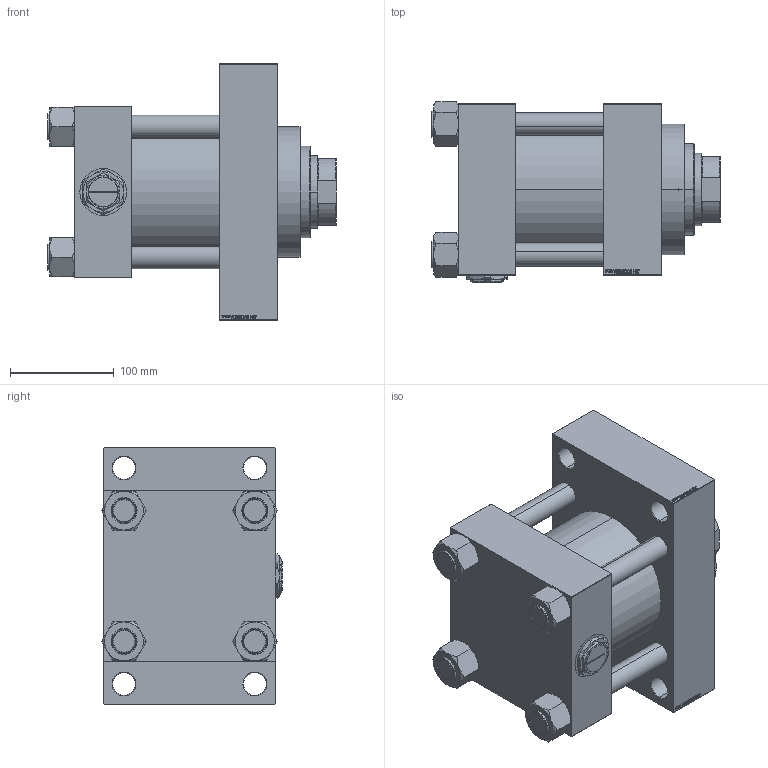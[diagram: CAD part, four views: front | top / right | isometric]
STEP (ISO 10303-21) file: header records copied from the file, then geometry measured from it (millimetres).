
FILE_DESCRIPTION (( 'STEP AP203' ), '1' );
FILE_NAME ('86c6.STEP', '2022-04-16T01:12:10', ( '' ), ( '' ), 'SwSTEP 2.0', 'SolidWorks 2019', '' );
FILE_SCHEMA (( 'CONFIG_CONTROL_DESIGN' ));
Length unit declared in the file: millimetre
Products named in the file (7): V215CR_VCP_D 3b6a1423ab1cc42fa4c71d1c91517a36; V215_VC_A 3b6a1423ab1cc42fa4c71d1c91517a36; Zatka_pro_OIL_PORT 3b6a1423ab1cc42fa4c71d1c91517a36; V215CR_D_Body 3b6a1423ab1cc42fa4c71d1c91517a36; V215CR_D_TYCINKA 3b6a1423ab1cc42fa4c71d1c91517a36; NUT_M5_D 3b6a1423ab1cc42fa4c71d1c91517a36; 86c6
Assembly tree (12 placements, depth 2):
  86c6
    V215CR_D_Body 3b6a1423ab1cc42fa4c71d1c91517a36
    V215CR_VCP_D 3b6a1423ab1cc42fa4c71d1c91517a36
    NUT_M5_D 3b6a1423ab1cc42fa4c71d1c91517a36  x4
    V215CR_D_TYCINKA 3b6a1423ab1cc42fa4c71d1c91517a36  x4
    V215_VC_A 3b6a1423ab1cc42fa4c71d1c91517a36
    Zatka_pro_OIL_PORT 3b6a1423ab1cc42fa4c71d1c91517a36
Bounding box: 278 x 174.07 x 247 mm (x, y, z)
Volume: 5054311.5 mm3; surface area: 541417.8 mm2
Topology: 12 solids, 12 shells, 1197 faces, 3014 edges, 1955 vertices
Faces by surface type: plane 568, bspline 368, cone 162, cylinder 91, torus 8
Entity records: 49377 total; most frequent: CARTESIAN_POINT 25760, ORIENTED_EDGE 5292, DIRECTION 3466, EDGE_CURVE 2646, VERTEX_POINT 1733, VECTOR 1552, LINE 1552, EDGE_LOOP 1175
